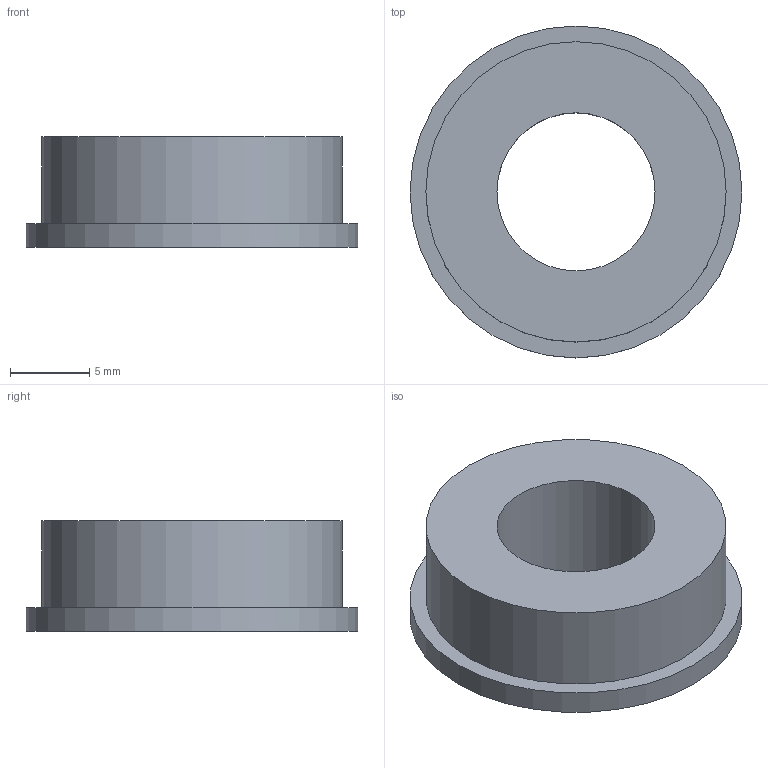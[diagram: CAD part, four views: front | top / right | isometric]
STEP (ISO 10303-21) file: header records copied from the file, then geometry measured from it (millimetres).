
FILE_DESCRIPTION(('Open CASCADE Model'),'2;1');
FILE_NAME('Open CASCADE Shape Model','2017-04-12T19:03:46',('Author'),( 'Open CASCADE'),'Open CASCADE STEP processor 6.8','Open CASCADE 6.8' ,'Unknown');
FILE_SCHEMA(('AUTOMOTIVE_DESIGN_CC2 { 1 2 10303 214 -1 1 5 4 }'));
Length unit declared in the file: millimetre
Products named in the file (1): Open CASCADE STEP translator 6.8 1
Bounding box: 21 x 21 x 7 mm (x, y, z)
Volume: 1529.2 mm3; surface area: 1182.8 mm2
Topology: 1 solids, 1 shells, 7 faces, 10 edges, 7 vertices
Faces by surface type: plane 4, cylinder 3
Full cylindrical faces by diameter (mm): 10 x1, 19 x1, 21 x1
Entity records: 303 total; most frequent: DIRECTION 53, CARTESIAN_POINT 45, ORIENTED_EDGE 20, PCURVE 20, DEFINITIONAL_REPRESENTATION 20, AXIS2_PLACEMENT_3D 15, CIRCLE 15, LINE 15
